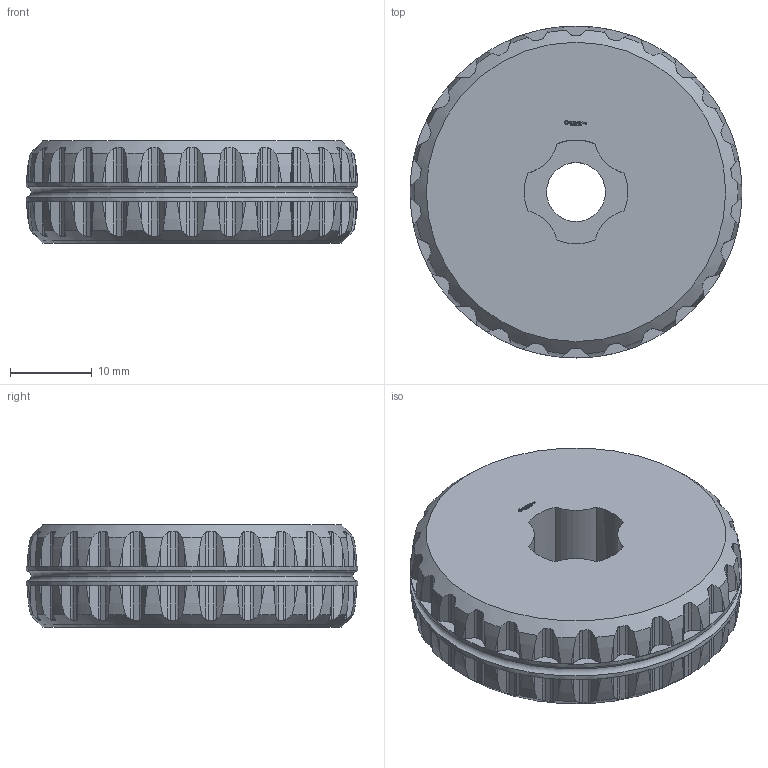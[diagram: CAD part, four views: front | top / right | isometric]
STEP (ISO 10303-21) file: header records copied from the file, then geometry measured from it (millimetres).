
FILE_DESCRIPTION(('FreeCAD Model'),'2;1');
FILE_NAME('Open CASCADE Shape Model','2024-12-31T22:22:58',(''),(''), 'Open CASCADE STEP processor 7.8','FreeCAD','Unknown');
FILE_SCHEMA(('AUTOMOTIVE_DESIGN { 1 0 10303 214 1 1 1 1 }'));
Length unit declared in the file: millimetre
Products named in the file (1): Wheel GND TTRD PLN BU03.25x01.00 - SPN-WHL-0006 (stemfie.org)
Bounding box: 40.62 x 40.62 x 12.5 mm (x, y, z)
Volume: 13855.8 mm3; surface area: 4709.1 mm2
Topology: 1 solids, 1 shells, 918 faces, 2607 edges, 1734 vertices
Faces by surface type: plane 470, cylinder 224, extrusion 154, revolution 54, cone 14, torus 2
Full cylindrical faces by diameter (mm): 2 x4, 7.2 x2, 40.625 x2
Entity records: 36599 total; most frequent: CARTESIAN_POINT 13422, ORIENTED_EDGE 5214, DIRECTION 4132, EDGE_CURVE 2607, VERTEX_POINT 1734, VECTOR 1612, LINE 1458, AXIS2_PLACEMENT_3D 1233
